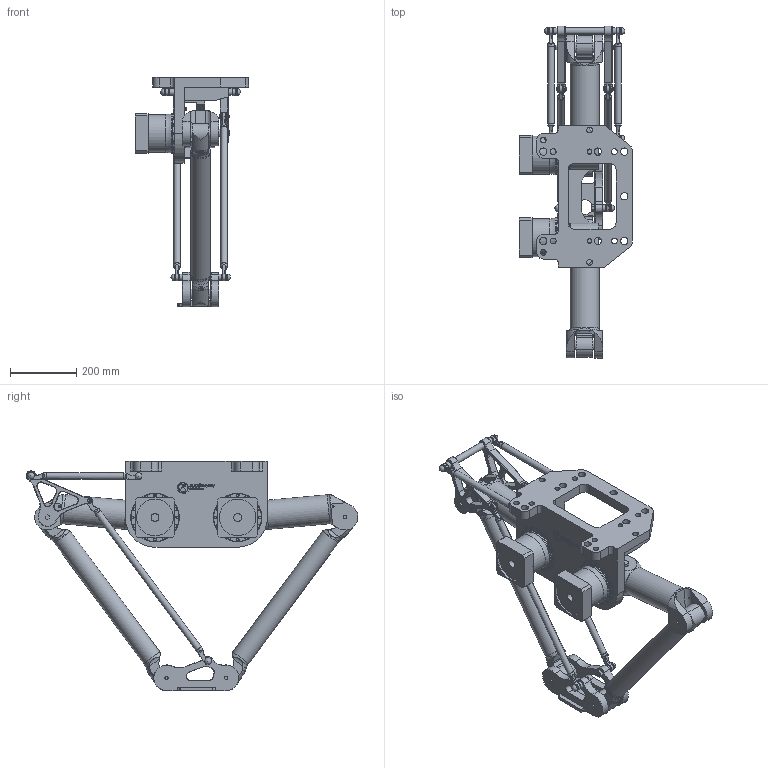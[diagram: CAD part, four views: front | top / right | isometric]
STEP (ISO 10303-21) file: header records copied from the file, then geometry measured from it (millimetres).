
FILE_DESCRIPTION(/* description */ (''),/* implementation_level */ '2;1');
FILE_NAME(/* name */ '3D-model_A_00914.stp',/* time_stamp */ '2022-02-19T11:30:31+01:00',/* author */ ('michael.schutter'),/* organization */ ('Majatronic'),/* preprocessor_version */ 'ST-DEVELOPER v16.5',/* originating_system */ 'Autodesk Inventor 2017',/* authorisation */ '');
FILE_SCHEMA (('AUTOMOTIVE_DESIGN { 1 0 10303 214 3 1 1 }'));
Length unit declared in the file: millimetre
Products named in the file (11): MT_BGR00020907MT_BGR; MT_BGR00020908MT_BGR; MT_WST00065198MT_WST; MT_WST00055121MT_WST; MT_WST00065199MT_WST; MT_WST00060925MT_WST; MT_WST00060919MT_WST; MT_WST00060924MT_WST; MT_WST00064916MT_WST; MT_WST00060920MT_WST; MT_WST00060926MT_WST
Assembly tree (14 placements, depth 3):
  MT_BGR00020907MT_BGR
    MT_BGR00020908MT_BGR
      MT_WST00065198MT_WST
      MT_WST00055121MT_WST  x2
    MT_WST00065199MT_WST
    MT_WST00060925MT_WST
    MT_WST00060919MT_WST
    MT_WST00060924MT_WST  x2
    MT_WST00064916MT_WST
    MT_WST00060920MT_WST  x2
    MT_WST00060926MT_WST  x2
Bounding box: 342 x 1003.87 x 694 mm (x, y, z)
Volume: 19044628.5 mm3; surface area: 1660652.4 mm2
Topology: 14 solids, 15 shells, 2015 faces, 4674 edges, 2970 vertices
Faces by surface type: plane 952, cylinder 654, cone 301, torus 78, bspline 24, sphere 6
Full cylindrical faces by diameter (mm): 4.134 x32, 4.917 x12, 5 x32, 6 x1, 6.647 x6, 8 x2, 8.2 x24, 8.5 x32, 10 x36, 10.106 x1, 12 x5, 13 x24, 15 x4, 17.294 x8, 18 x16, 19.8 x8, 20 x26, 22 x7, 24 x2, 25 x2, 32 x8, 40 x2, 45 x1, 59.8 x4, 60 x6, 80 x4, 85 x2, 88 x2, 110 x4, 111 x2
Entity records: 49268 total; most frequent: CARTESIAN_POINT 12271, DIRECTION 7788, ORIENTED_EDGE 6766, EDGE_CURVE 3382, AXIS2_PLACEMENT_3D 2936, VERTEX_POINT 2337, EDGE_LOOP 2199, LINE 1916
